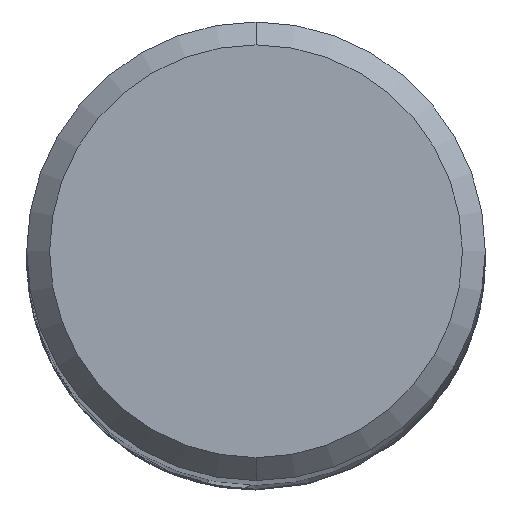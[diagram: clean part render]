
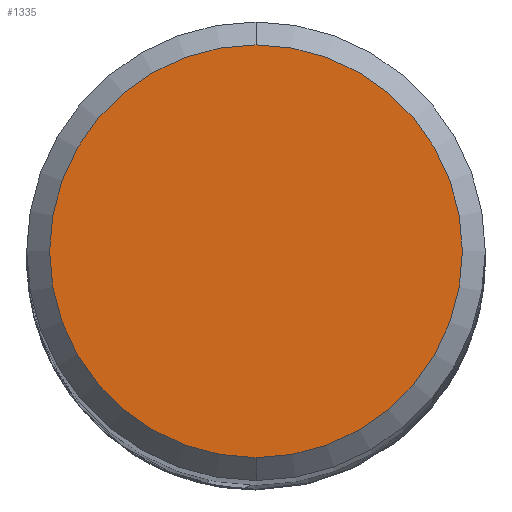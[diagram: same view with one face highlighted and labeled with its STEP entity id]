
A CAD part, top view. The second image highlights one B-rep face of the part: STEP entity #1335.
In plain terms, the highlighted planar face has unit normal (0, 0, 1).
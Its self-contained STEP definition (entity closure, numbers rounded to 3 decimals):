
#777=VERTEX_POINT('',#1910);
#931=EDGE_CURVE('',#1277,#777,#2074,.T.);
#1267=EDGE_CURVE('',#777,#1277,#2442,.T.);
#1277=VERTEX_POINT('',#2453);
#1335=ADVANCED_FACE('',(#2515),#2516,.T.);
#1910=CARTESIAN_POINT('',(0.,-3.6,0.0));
#2074=CIRCLE('',#6504,3.6);
#2442=CIRCLE('',#10566,3.6);
#2453=CARTESIAN_POINT('',(0.0,3.6,0.0));
#2515=FACE_OUTER_BOUND('',#11239,.T.);
#2516=PLANE('',#11240);
#6504=AXIS2_PLACEMENT_3D('',#16631,#16632,#16633);
#10566=AXIS2_PLACEMENT_3D('',#17015,#17016,#17017);
#11239=EDGE_LOOP('',(#17067,#17068));
#11240=AXIS2_PLACEMENT_3D('',#17069,#17070,#17071);
#16631=CARTESIAN_POINT('',(0.0,0.0,0.0));
#16632=DIRECTION('',(0.0,0.0,-1.0));
#16633=DIRECTION('',(0.0,1.0,0.0));
#17015=CARTESIAN_POINT('',(0.0,0.0,0.0));
#17016=DIRECTION('',(0.0,0.0,-1.0));
#17017=DIRECTION('',(0.0,1.0,0.0));
#17067=ORIENTED_EDGE('',*,*,#931,.F.);
#17068=ORIENTED_EDGE('',*,*,#1267,.F.);
#17069=CARTESIAN_POINT('',(0.0,1.8,0.0));
#17070=DIRECTION('',(-0.0,0.0,1.0));
#17071=DIRECTION('',(0.0,-1.0,0.0));
